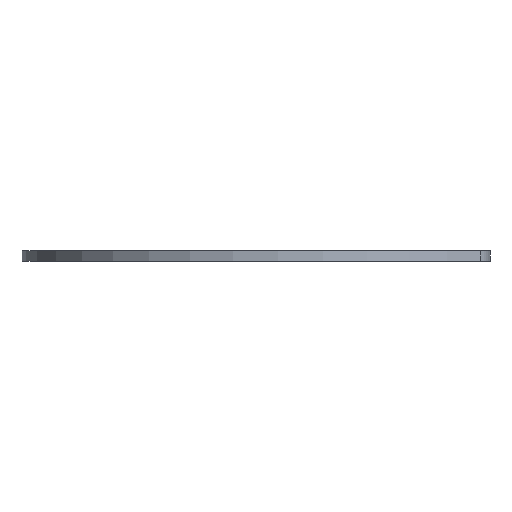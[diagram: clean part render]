
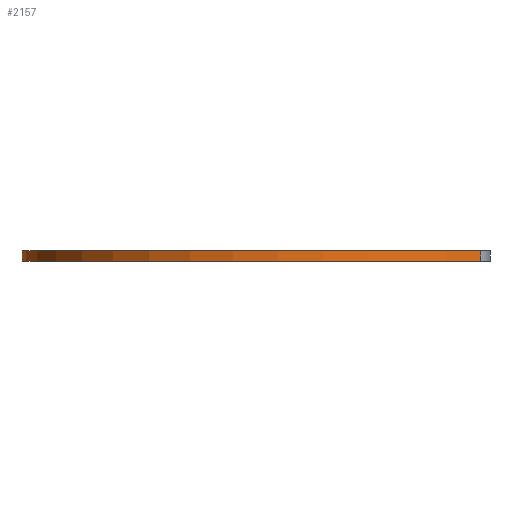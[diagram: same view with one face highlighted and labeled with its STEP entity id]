
A CAD part, left-side view. The second image highlights one B-rep face of the part: STEP entity #2157.
In plain terms, the highlighted cylindrical face has radius 26 mm (diameter 52 mm), a partial arc.
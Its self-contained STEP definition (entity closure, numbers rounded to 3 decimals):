
#49=CARTESIAN_POINT('',(17.677,0.933,0.5));
#50=VERTEX_POINT('',#49);
#68=CARTESIAN_POINT('',(17.677,0.933,-0.5));
#69=VERTEX_POINT('',#68);
#77=CARTESIAN_POINT('',(17.677,0.933,-0.5));
#78=DIRECTION('',(0.0,0.0,1.0));
#79=VECTOR('',#78,1.0);
#80=LINE('',#77,#79);
#81=EDGE_CURVE('',#69,#50,#80,.T.);
#123=CARTESIAN_POINT('',(-17.677,0.933,0.5));
#124=VERTEX_POINT('',#123);
#125=CARTESIAN_POINT('',(0.0,20.0,0.5));
#126=DIRECTION('',(0.0,0.0,-1.0));
#127=DIRECTION('',(0.639,-0.769,0.0));
#128=AXIS2_PLACEMENT_3D('',#125,#126,#127);
#129=CIRCLE('',#128,26.0);
#130=EDGE_CURVE('',#124,#50,#129,.T.);
#621=CARTESIAN_POINT('',(-17.677,0.933,-0.5));
#622=VERTEX_POINT('',#621);
#639=CARTESIAN_POINT('',(-17.677,0.933,0.5));
#640=DIRECTION('',(0.0,0.0,-1.0));
#641=VECTOR('',#640,1.0);
#642=LINE('',#639,#641);
#643=EDGE_CURVE('',#124,#622,#642,.T.);
#783=CARTESIAN_POINT('',(0.0,20.0,-0.5));
#784=DIRECTION('',(0.0,0.0,1.0));
#785=DIRECTION('',(0.639,-0.769,0.0));
#786=AXIS2_PLACEMENT_3D('',#783,#784,#785);
#787=CIRCLE('',#786,26.0);
#788=EDGE_CURVE('',#69,#622,#787,.T.);
#2146=CARTESIAN_POINT('',(0.0,20.0,0.0));
#2147=DIRECTION('',(0.0,0.0,1.0));
#2148=DIRECTION('',(0.639,-0.769,0.0));
#2149=AXIS2_PLACEMENT_3D('',#2146,#2147,#2148);
#2150=CYLINDRICAL_SURFACE('',#2149,26.0);
#2151=ORIENTED_EDGE('',*,*,#81,.F.);
#2152=ORIENTED_EDGE('',*,*,#788,.T.);
#2153=ORIENTED_EDGE('',*,*,#643,.F.);
#2154=ORIENTED_EDGE('',*,*,#130,.T.);
#2155=EDGE_LOOP('',(#2151,#2152,#2153,#2154));
#2156=FACE_OUTER_BOUND('',#2155,.T.);
#2157=ADVANCED_FACE('',(#2156),#2150,.T.);
